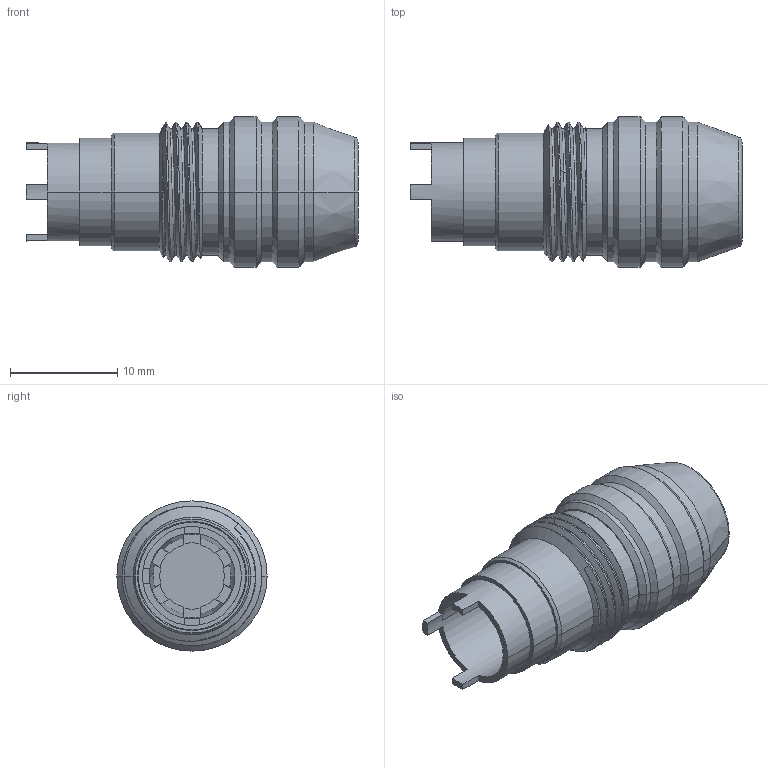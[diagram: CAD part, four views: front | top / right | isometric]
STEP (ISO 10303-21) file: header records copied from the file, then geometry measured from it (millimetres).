
FILE_DESCRIPTION((''),'2;1');
FILE_NAME('13300P1_SW0001','2013-05-22T',('fabiensiebert'),('NET'),'PRO/ENGINEER BY PARAMETRIC TECHNOLOGY CORPORATION, 2010280','PRO/ENGINEER BY PARAMETRIC TECHNOLOGY CORPORATION, 2010280','');
FILE_SCHEMA(('AUTOMOTIVE_DESIGN_CC2 { 1 2 10303 214 -1 1 5 2 }'));
Length unit declared in the file: millimetre
Products named in the file (1): 13300P1_SW0001
Bounding box: 30.93 x 14 x 14 mm (x, y, z)
Volume: 1445.7 mm3; surface area: 2986.1 mm2
Topology: 2 solids, 2 shells, 172 faces, 448 edges, 284 vertices
Faces by surface type: cylinder 52, plane 50, cone 48, torus 16, bspline 6
Entity records: 8369 total; most frequent: CARTESIAN_POINT 3009, ORIENTED_EDGE 896, DIRECTION 850, EDGE_CURVE 448, AXIS2_PLACEMENT_3D 347, VERTEX_POINT 284, CIRCLE 181, EDGE_LOOP 178
